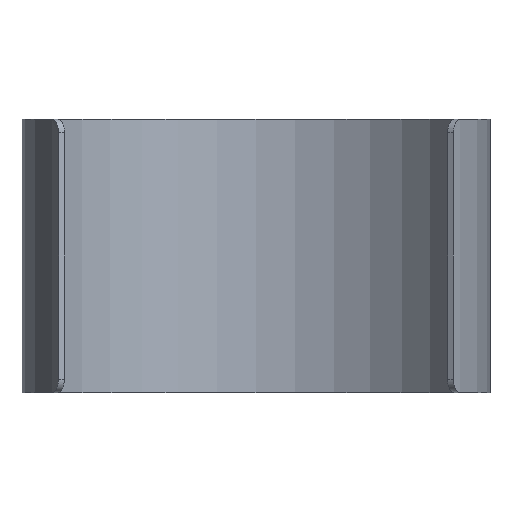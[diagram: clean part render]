
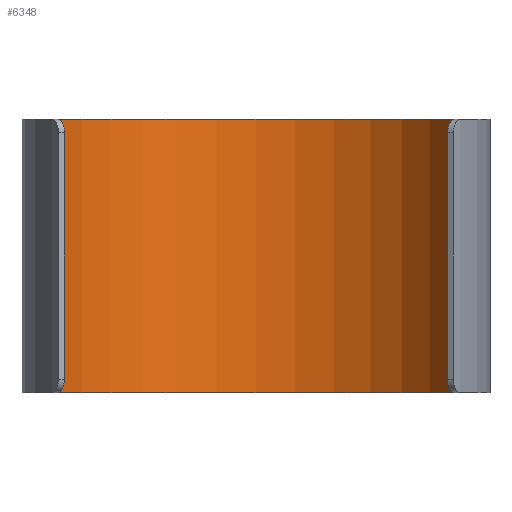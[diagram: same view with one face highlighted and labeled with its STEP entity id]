
A CAD part, front view. The second image highlights one B-rep face of the part: STEP entity #6348.
In plain terms, the highlighted cylindrical face has radius 16.6 mm (diameter 33.2 mm), a partial arc.
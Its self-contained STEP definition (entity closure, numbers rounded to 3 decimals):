
#808 = CIRCLE ( 'NONE', #8526, 16.6 ) ;
#973 = EDGE_CURVE ( 'NONE', #7496, #9180, #8812, .T. ) ;
#1041 = CARTESIAN_POINT ( 'NONE',  ( -16.6, 0., 10. ) ) ;
#1057 = AXIS2_PLACEMENT_3D ( 'NONE', #2912, #4381, #1478 ) ;
#1326 = EDGE_CURVE ( 'NONE', #7496, #8210, #808, .T. ) ;
#1478 = DIRECTION ( 'NONE',  ( -1., 0., 0. ) ) ;
#1525 = AXIS2_PLACEMENT_3D ( 'NONE', #2820, #7164, #1529 ) ;
#1529 = DIRECTION ( 'NONE',  ( -1., 0., 0. ) ) ;
#1630 = CARTESIAN_POINT ( 'NONE',  ( -16.6, 0., 10. ) ) ;
#2331 = DIRECTION ( 'NONE',  ( 0., 0., -1. ) ) ;
#2395 = DIRECTION ( 'NONE',  ( -1., 0., 0. ) ) ;
#2820 = CARTESIAN_POINT ( 'NONE',  ( 0., 0., -10. ) ) ;
#2853 = CARTESIAN_POINT ( 'NONE',  ( 16.6, 0., 10. ) ) ;
#2912 = CARTESIAN_POINT ( 'NONE',  ( 0., 0., 10. ) ) ;
#3062 = CARTESIAN_POINT ( 'NONE',  ( 0., 0., 10. ) ) ;
#3249 = CARTESIAN_POINT ( 'NONE',  ( 16.6, 0., 10. ) ) ;
#3590 = EDGE_CURVE ( 'NONE', #8210, #5700, #5601, .T. ) ;
#3674 = CARTESIAN_POINT ( 'NONE',  ( -16.6, 0., -10. ) ) ;
#4142 = ORIENTED_EDGE ( 'NONE', *, *, #3590, .F. ) ;
#4381 = DIRECTION ( 'NONE',  ( 0., 0., -1. ) ) ;
#4675 = VECTOR ( 'NONE', #7152, 1000. ) ;
#4715 = EDGE_LOOP ( 'NONE', ( #4142, #5363, #8649, #6165 ) ) ;
#5363 = ORIENTED_EDGE ( 'NONE', *, *, #1326, .F. ) ;
#5601 = LINE ( 'NONE', #2853, #4675 ) ;
#5700 = VERTEX_POINT ( 'NONE', #6805 ) ;
#6165 = ORIENTED_EDGE ( 'NONE', *, *, #6182, .T. ) ;
#6182 = EDGE_CURVE ( 'NONE', #9180, #5700, #7722, .T. ) ;
#6348 = ADVANCED_FACE ( 'NONE', ( #9288 ), #7299, .F. ) ;
#6805 = CARTESIAN_POINT ( 'NONE',  ( 16.6, 0., -10. ) ) ;
#7152 = DIRECTION ( 'NONE',  ( 0., 0., -1. ) ) ;
#7164 = DIRECTION ( 'NONE',  ( 0., 0., -1. ) ) ;
#7299 = CYLINDRICAL_SURFACE ( 'NONE', #1057, 16.6 ) ;
#7496 = VERTEX_POINT ( 'NONE', #1630 ) ;
#7722 = CIRCLE ( 'NONE', #1525, 16.6 ) ;
#7760 = VECTOR ( 'NONE', #2331, 1000. ) ;
#8210 = VERTEX_POINT ( 'NONE', #3249 ) ;
#8526 = AXIS2_PLACEMENT_3D ( 'NONE', #3062, #8922, #2395 ) ;
#8649 = ORIENTED_EDGE ( 'NONE', *, *, #973, .T. ) ;
#8812 = LINE ( 'NONE', #1041, #7760 ) ;
#8922 = DIRECTION ( 'NONE',  ( 0., 0., -1. ) ) ;
#9180 = VERTEX_POINT ( 'NONE', #3674 ) ;
#9288 = FACE_OUTER_BOUND ( 'NONE', #4715, .T. ) ;
